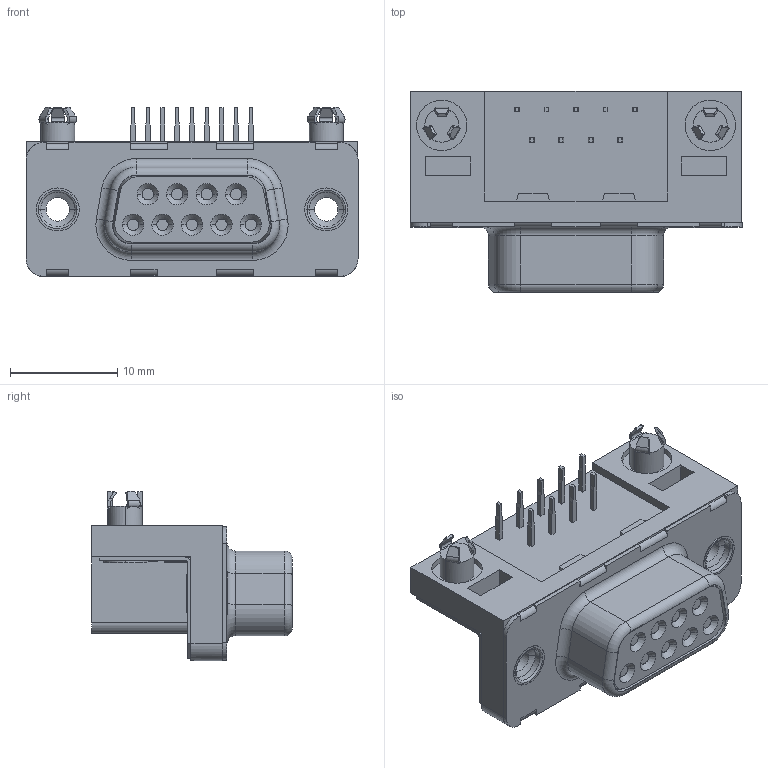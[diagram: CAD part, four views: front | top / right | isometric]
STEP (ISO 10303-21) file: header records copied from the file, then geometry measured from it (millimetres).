
FILE_DESCRIPTION(('FreeCAD Model'),'2;1');
FILE_NAME('Open CASCADE Shape Model','2024-10-31T12:15:24',(''),(''), 'Open CASCADE STEP processor 7.6','FreeCAD','Unknown');
FILE_SCHEMA(('AUTOMOTIVE_DESIGN { 1 0 10303 214 1 1 1 1 }'));
Length unit declared in the file: millimetre
Products named in the file (1): PD09S33E6GX00LF
Bounding box: 30.9 x 18.7 x 15.75 mm (x, y, z)
Volume: 3780.1 mm3; surface area: 2999.7 mm2
Topology: 1 solids, 3 shells, 645 faces, 1726 edges, 1102 vertices
Faces by surface type: plane 349, cylinder 194, torus 72, cone 30
Entity records: 25662 total; most frequent: CARTESIAN_POINT 4820, ORIENTED_EDGE 3452, DIRECTION 3384, EDGE_CURVE 1726, AXIS2_PLACEMENT_3D 1154, VERTEX_POINT 1102, LINE 1076, VECTOR 1076
